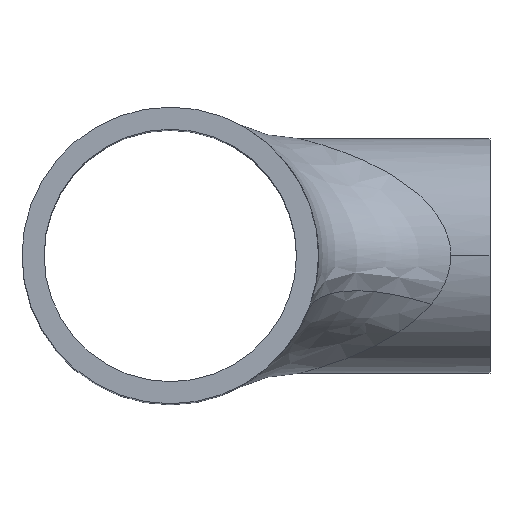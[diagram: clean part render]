
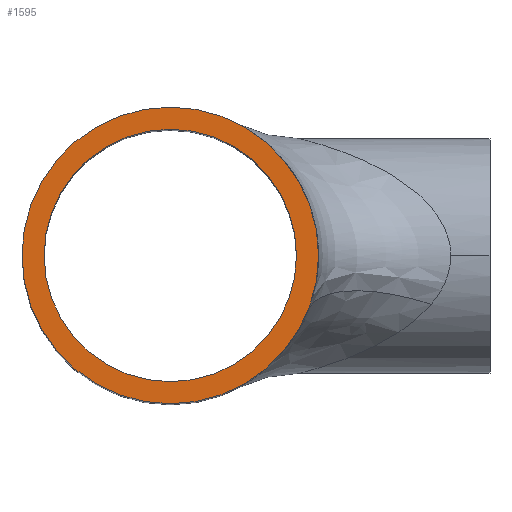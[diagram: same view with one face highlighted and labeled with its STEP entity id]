
A CAD part, top view. The second image highlights one B-rep face of the part: STEP entity #1595.
In plain terms, the highlighted planar face has unit normal (0, 0, 1).
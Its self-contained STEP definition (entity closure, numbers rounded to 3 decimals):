
#8 = AXIS2_PLACEMENT_3D ( 'NONE', #1647, #789, #1490 ) ;
#21 = DIRECTION ( 'NONE',  ( 0., 0., 1. ) ) ;
#87 = DIRECTION ( 'NONE',  ( 0., 0., 1. ) ) ;
#158 = AXIS2_PLACEMENT_3D ( 'NONE', #1528, #212, #232 ) ;
#197 = DIRECTION ( 'NONE',  ( 0., 0., 1. ) ) ;
#210 = CARTESIAN_POINT ( 'NONE',  ( -13.45, 0., 29. ) ) ;
#212 = DIRECTION ( 'NONE',  ( 0., 0., 1. ) ) ;
#232 = DIRECTION ( 'NONE',  ( 1., 0., 0. ) ) ;
#499 = FACE_BOUND ( 'NONE', #761, .T. ) ;
#687 = ORIENTED_EDGE ( 'NONE', *, *, #1704, .F. ) ;
#711 = CARTESIAN_POINT ( 'NONE',  ( 11.45, 0., 29. ) ) ;
#761 = EDGE_LOOP ( 'NONE', ( #1749, #687 ) ) ;
#773 = CIRCLE ( 'NONE', #1832, 11.45 ) ;
#789 = DIRECTION ( 'NONE',  ( 0., 0., 1. ) ) ;
#828 = CARTESIAN_POINT ( 'NONE',  ( -11.45, 0., 29. ) ) ;
#873 = EDGE_CURVE ( 'NONE', #916, #1360, #1408, .T. ) ;
#906 = EDGE_CURVE ( 'NONE', #1168, #1120, #1316, .T. ) ;
#916 = VERTEX_POINT ( 'NONE', #828 ) ;
#918 = CARTESIAN_POINT ( 'NONE',  ( 0., 0., 29. ) ) ;
#927 = AXIS2_PLACEMENT_3D ( 'NONE', #1620, #21, #1352 ) ;
#994 = AXIS2_PLACEMENT_3D ( 'NONE', #1117, #87, #1653 ) ;
#1101 = EDGE_CURVE ( 'NONE', #1120, #1168, #1811, .T. ) ;
#1117 = CARTESIAN_POINT ( 'NONE',  ( 0., 0., 29. ) ) ;
#1120 = VERTEX_POINT ( 'NONE', #1516 ) ;
#1168 = VERTEX_POINT ( 'NONE', #210 ) ;
#1316 = CIRCLE ( 'NONE', #158, 13.45 ) ;
#1323 = FACE_OUTER_BOUND ( 'NONE', #1771, .T. ) ;
#1352 = DIRECTION ( 'NONE',  ( 1., 0., 0. ) ) ;
#1360 = VERTEX_POINT ( 'NONE', #711 ) ;
#1408 = CIRCLE ( 'NONE', #8, 11.45 ) ;
#1490 = DIRECTION ( 'NONE',  ( 1., 0., 0. ) ) ;
#1516 = CARTESIAN_POINT ( 'NONE',  ( 13.45, 0., 29. ) ) ;
#1528 = CARTESIAN_POINT ( 'NONE',  ( 0., 0., 29. ) ) ;
#1595 = ADVANCED_FACE ( 'NONE', ( #499, #1323 ), #1631, .T. ) ;
#1620 = CARTESIAN_POINT ( 'NONE',  ( 0., 0., 29. ) ) ;
#1631 = PLANE ( 'NONE',  #927 ) ;
#1647 = CARTESIAN_POINT ( 'NONE',  ( 0., 0., 29. ) ) ;
#1653 = DIRECTION ( 'NONE',  ( 1., 0., 0. ) ) ;
#1704 = EDGE_CURVE ( 'NONE', #1360, #916, #773, .T. ) ;
#1749 = ORIENTED_EDGE ( 'NONE', *, *, #873, .F. ) ;
#1759 = ORIENTED_EDGE ( 'NONE', *, *, #1101, .T. ) ;
#1771 = EDGE_LOOP ( 'NONE', ( #1831, #1759 ) ) ;
#1794 = DIRECTION ( 'NONE',  ( 1., 0., 0. ) ) ;
#1811 = CIRCLE ( 'NONE', #994, 13.45 ) ;
#1831 = ORIENTED_EDGE ( 'NONE', *, *, #906, .T. ) ;
#1832 = AXIS2_PLACEMENT_3D ( 'NONE', #918, #197, #1794 ) ;
